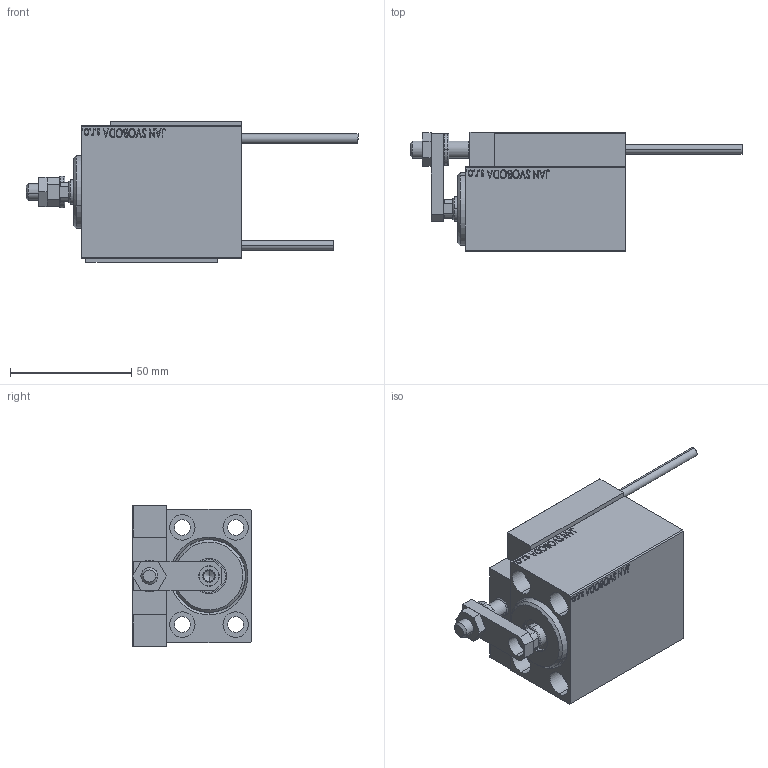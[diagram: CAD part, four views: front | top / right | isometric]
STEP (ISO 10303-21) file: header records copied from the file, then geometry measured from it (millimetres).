
FILE_DESCRIPTION (( 'STEP AP203' ), '1' );
FILE_NAME ('375e.STEP', '2022-04-17T13:29:57', ( '' ), ( '' ), 'SwSTEP 2.0', 'SolidWorks 2019', '' );
FILE_SCHEMA (( 'CONFIG_CONTROL_DESIGN' ));
Length unit declared in the file: millimetre
Products named in the file (15): ALLEN BOLT D8 3b9972e6b072b562bbd090d9e599e529; V450CM_VC_B 3b9972e6b072b562bbd090d9e599e529; SWITCH_X_FRONT_BACK 3b9972e6b072b562bbd090d9e599e529; TYC_L79 3b9972e6b072b562bbd090d9e599e529; ZARAZKA 3b9972e6b072b562bbd090d9e599e529; V450CM_C_VCP 3b9972e6b072b562bbd090d9e599e529; SWITCH X 3b9972e6b072b562bbd090d9e599e529; NUT_D12 3b9972e6b072b562bbd090d9e599e529; KONCOVKA 3b9972e6b072b562bbd090d9e599e529; V450CM_C_Body 3b9972e6b072b562bbd090d9e599e529; MAGNET 3b9972e6b072b562bbd090d9e599e529; ALLEN BOLT D5 3b9972e6b072b562bbd090d9e599e529; SWITCH DIM B,W 3b9972e6b072b562bbd090d9e599e529; Block 3b9972e6b072b562bbd090d9e599e529; 375e
Assembly tree (24 placements, depth 3):
  375e
    V450CM_C_Body 3b9972e6b072b562bbd090d9e599e529
    SWITCH X 3b9972e6b072b562bbd090d9e599e529
      SWITCH_X_FRONT_BACK 3b9972e6b072b562bbd090d9e599e529  x2
      TYC_L79 3b9972e6b072b562bbd090d9e599e529
      Block 3b9972e6b072b562bbd090d9e599e529  x2
      ALLEN BOLT D5 3b9972e6b072b562bbd090d9e599e529  x4
      ALLEN BOLT D8 3b9972e6b072b562bbd090d9e599e529  x4
      MAGNET 3b9972e6b072b562bbd090d9e599e529  x2
      KONCOVKA 3b9972e6b072b562bbd090d9e599e529  x2
    NUT_D12 3b9972e6b072b562bbd090d9e599e529
    SWITCH DIM B,W 3b9972e6b072b562bbd090d9e599e529
    ZARAZKA 3b9972e6b072b562bbd090d9e599e529
    V450CM_C_VCP 3b9972e6b072b562bbd090d9e599e529
    V450CM_VC_B 3b9972e6b072b562bbd090d9e599e529
Bounding box: 136.7 x 49 x 58 mm (x, y, z)
Volume: 153150 mm3; surface area: 51715 mm2
Topology: 23 solids, 23 shells, 1286 faces, 3075 edges, 1967 vertices
Faces by surface type: plane 562, bspline 380, cylinder 190, cone 106, torus 44, sphere 4
Entity records: 50316 total; most frequent: CARTESIAN_POINT 25965, ORIENTED_EDGE 5170, DIRECTION 3481, EDGE_CURVE 2585, VERTEX_POINT 1691, VECTOR 1487, LINE 1487, EDGE_LOOP 1198
